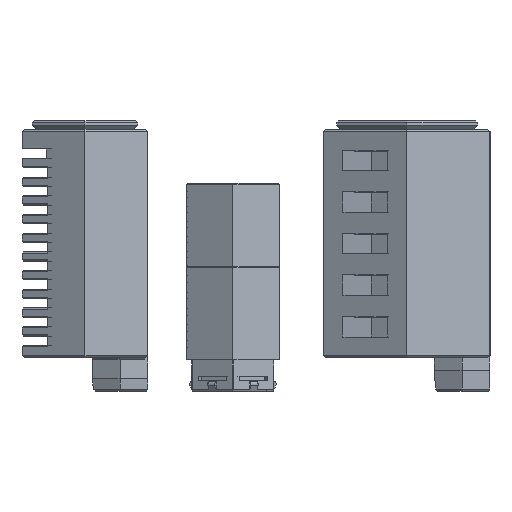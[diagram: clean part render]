
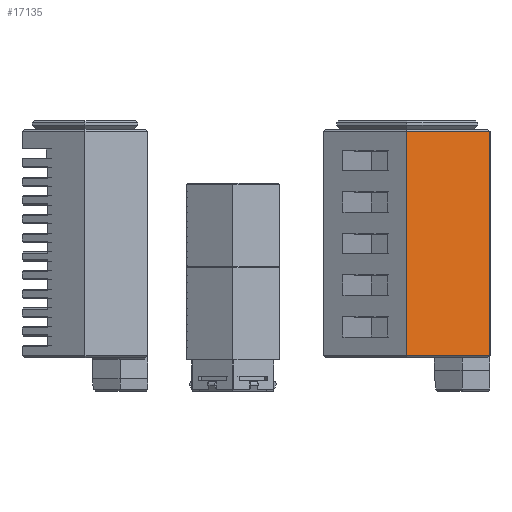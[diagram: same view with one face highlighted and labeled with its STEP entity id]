
A CAD part, left-side view. The second image highlights one B-rep face of the part: STEP entity #17135.
In plain terms, the highlighted planar face has unit normal (-0.866, -0.5, 0).
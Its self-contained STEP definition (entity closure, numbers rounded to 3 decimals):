
#379=FACE_OUTER_BOUND('',#1335,.T.);
#1335=EDGE_LOOP('',(#11388,#11389,#11390,#11391));
#2330=LINE('',#23805,#4691);
#2381=LINE('',#23907,#4742);
#2394=LINE('',#23932,#4755);
#2457=LINE('',#24097,#4818);
#4691=VECTOR('',#19205,10.);
#4742=VECTOR('',#19296,10.);
#4755=VECTOR('',#19319,10.);
#4818=VECTOR('',#19424,10.);
#7052=VERTEX_POINT('',#23802);
#7053=VERTEX_POINT('',#23804);
#7084=VERTEX_POINT('',#23906);
#7091=VERTEX_POINT('',#23931);
#8666=EDGE_CURVE('',#7053,#7052,#2330,.T.);
#8717=EDGE_CURVE('',#7053,#7084,#2381,.T.);
#8730=EDGE_CURVE('',#7084,#7091,#2394,.T.);
#8813=EDGE_CURVE('',#7091,#7052,#2457,.T.);
#11388=ORIENTED_EDGE('',*,*,#8717,.F.);
#11389=ORIENTED_EDGE('',*,*,#8666,.T.);
#11390=ORIENTED_EDGE('',*,*,#8813,.F.);
#11391=ORIENTED_EDGE('',*,*,#8730,.F.);
#16270=PLANE('',#18127);
#17135=ADVANCED_FACE('',(#379),#16270,.T.);
#18127=AXIS2_PLACEMENT_3D('',#24096,#19422,#19423);
#19205=DIRECTION('',(0.,0.,1.));
#19296=DIRECTION('',(-0.5,0.866,0.));
#19319=DIRECTION('',(0.,0.,1.));
#19422=DIRECTION('center_axis',(-0.866,-0.5,0.));
#19423=DIRECTION('ref_axis',(0.5,-0.866,0.));
#19424=DIRECTION('',(0.5,-0.866,0.));
#23802=CARTESIAN_POINT('',(-208.685,-227.416,62.5));
#23804=CARTESIAN_POINT('',(-208.685,-227.416,8.5));
#23805=CARTESIAN_POINT('',(-208.685,-227.416,8.));
#23906=CARTESIAN_POINT('',(-220.23,-207.415,8.5));
#23907=CARTESIAN_POINT('',(-217.344,-212.415,8.5));
#23931=CARTESIAN_POINT('',(-220.23,-207.415,62.5));
#23932=CARTESIAN_POINT('',(-220.23,-207.415,8.));
#24096=CARTESIAN_POINT('Origin',(-220.23,-207.415,8.));
#24097=CARTESIAN_POINT('',(-217.344,-212.415,62.5));
